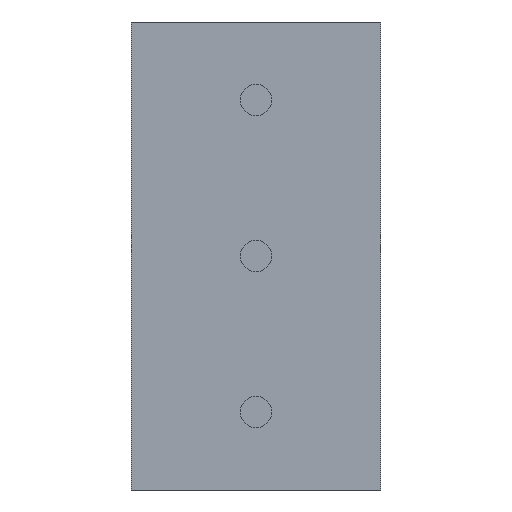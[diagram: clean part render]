
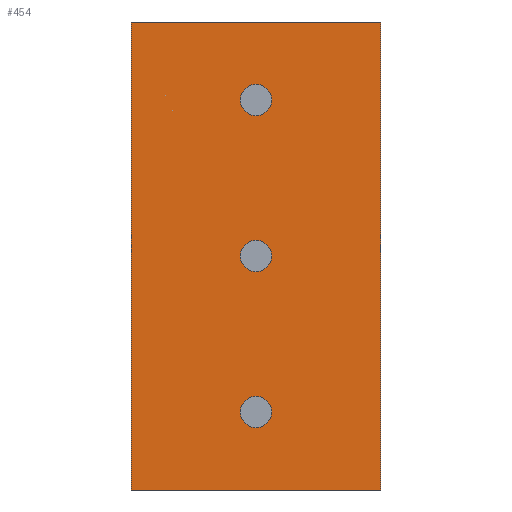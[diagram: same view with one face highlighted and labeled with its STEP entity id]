
A CAD part, front view. The second image highlights one B-rep face of the part: STEP entity #454.
In plain terms, the highlighted planar face has unit normal (0, -1, 0).
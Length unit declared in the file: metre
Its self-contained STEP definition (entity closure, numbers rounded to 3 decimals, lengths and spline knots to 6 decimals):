
#15=CIRCLE('',#497,0.0005);
#16=CIRCLE('',#498,0.0005);
#17=CIRCLE('',#499,0.0005);
#37=ORIENTED_EDGE('',*,*,#157,.F.);
#38=ORIENTED_EDGE('',*,*,#158,.F.);
#39=ORIENTED_EDGE('',*,*,#159,.F.);
#40=ORIENTED_EDGE('',*,*,#160,.T.);
#41=ORIENTED_EDGE('',*,*,#161,.F.);
#42=ORIENTED_EDGE('',*,*,#162,.F.);
#43=ORIENTED_EDGE('',*,*,#144,.T.);
#144=EDGE_CURVE('',#201,#204,#246,.T.);
#157=EDGE_CURVE('',#217,#217,#15,.T.);
#158=EDGE_CURVE('',#218,#218,#16,.T.);
#159=EDGE_CURVE('',#219,#219,#17,.T.);
#160=EDGE_CURVE('',#204,#220,#259,.T.);
#161=EDGE_CURVE('',#221,#220,#260,.T.);
#162=EDGE_CURVE('',#201,#221,#261,.T.);
#201=VERTEX_POINT('',#659);
#204=VERTEX_POINT('',#664);
#217=VERTEX_POINT('',#692);
#218=VERTEX_POINT('',#694);
#219=VERTEX_POINT('',#696);
#220=VERTEX_POINT('',#698);
#221=VERTEX_POINT('',#700);
#246=LINE('',#665,#300);
#259=LINE('',#697,#313);
#260=LINE('',#699,#314);
#261=LINE('',#701,#315);
#300=VECTOR('',#537,1.);
#313=VECTOR('',#558,1.);
#314=VECTOR('',#559,1.);
#315=VECTOR('',#560,1.);
#355=EDGE_LOOP('',(#37));
#356=EDGE_LOOP('',(#38));
#357=EDGE_LOOP('',(#39));
#358=EDGE_LOOP('',(#40,#41,#42,#43));
#393=FACE_BOUND('',#355,.T.);
#394=FACE_BOUND('',#356,.T.);
#395=FACE_BOUND('',#357,.T.);
#396=FACE_BOUND('',#358,.T.);
#428=PLANE('',#496);
#454=ADVANCED_FACE('',(#393,#394,#395,#396),#428,.F.);
#496=AXIS2_PLACEMENT_3D('',#690,#550,#551);
#497=AXIS2_PLACEMENT_3D('',#691,#552,#553);
#498=AXIS2_PLACEMENT_3D('',#693,#554,#555);
#499=AXIS2_PLACEMENT_3D('',#695,#556,#557);
#537=DIRECTION('',(0.,0.,-1.));
#550=DIRECTION('',(0.,1.,0.));
#551=DIRECTION('',(0.,0.,1.));
#552=DIRECTION('',(0.,-1.,0.));
#553=DIRECTION('',(0.,0.,-1.));
#554=DIRECTION('',(0.,-1.,0.));
#555=DIRECTION('',(0.,0.,-1.));
#556=DIRECTION('',(0.,-1.,0.));
#557=DIRECTION('',(0.,0.,-1.));
#558=DIRECTION('',(1.,0.,0.));
#559=DIRECTION('',(0.,0.,-1.));
#560=DIRECTION('',(1.,0.,0.));
#659=CARTESIAN_POINT('',(0.,0.,0.015));
#664=CARTESIAN_POINT('',(0.,0.,0.));
#665=CARTESIAN_POINT('',(0.,0.,0.015));
#690=CARTESIAN_POINT('',(0.004,0.,0.015));
#691=CARTESIAN_POINT('',(0.004,0.,0.0025));
#692=CARTESIAN_POINT('',(0.004,0.,0.002));
#693=CARTESIAN_POINT('',(0.004,0.,0.0075));
#694=CARTESIAN_POINT('',(0.004,0.,0.007));
#695=CARTESIAN_POINT('',(0.004,0.,0.0125));
#696=CARTESIAN_POINT('',(0.004,0.,0.012));
#697=CARTESIAN_POINT('',(0.004,0.,0.));
#698=CARTESIAN_POINT('',(0.008,0.,0.));
#699=CARTESIAN_POINT('',(0.008,0.,0.015));
#700=CARTESIAN_POINT('',(0.008,0.,0.015));
#701=CARTESIAN_POINT('',(0.004,0.,0.015));
